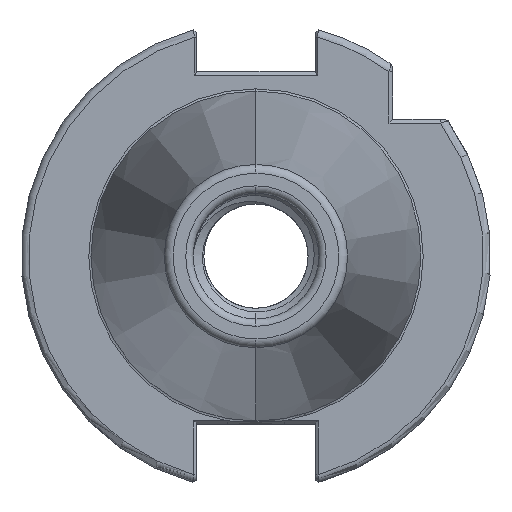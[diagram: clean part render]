
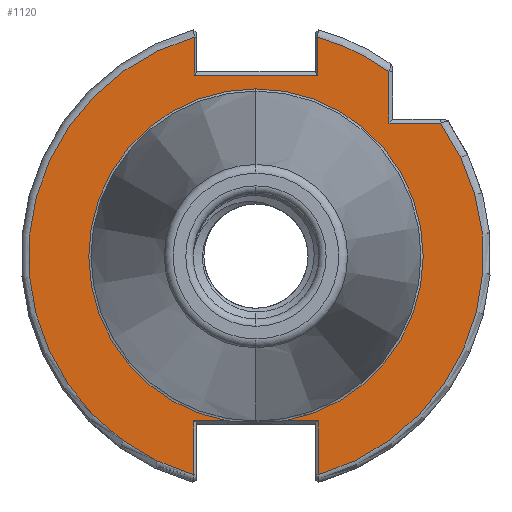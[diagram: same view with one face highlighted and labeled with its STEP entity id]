
A CAD part, left-side view. The second image highlights one B-rep face of the part: STEP entity #1120.
In plain terms, the highlighted planar face has unit normal (-1, 0, 0).
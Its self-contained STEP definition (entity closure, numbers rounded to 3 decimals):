
#166 = DIRECTION ( 'NONE',  ( -1., 0., 0. ) ) ;
#178 = DIRECTION ( 'NONE',  ( 0., 0., -1. ) ) ;
#208 = CARTESIAN_POINT ( 'NONE',  ( 0., 0., 0. ) ) ;
#281 = DIRECTION ( 'NONE',  ( 0., 0., 1. ) ) ;
#294 = CARTESIAN_POINT ( 'NONE',  ( 0., 8.451, 0. ) ) ;
#309 = DIRECTION ( 'NONE',  ( 0., 1., 0. ) ) ;
#313 = CARTESIAN_POINT ( 'NONE',  ( 0., -18.5, 18. ) ) ;
#326 = DIRECTION ( 'NONE',  ( 0., 0., 1. ) ) ;
#330 = CARTESIAN_POINT ( 'NONE',  ( 0., 8.335, 29.704 ) ) ;
#1120 = ADVANCED_FACE ( 'NONE', ( #21674 ), #3989, .F. ) ;
#1941 = AXIS2_PLACEMENT_3D ( 'NONE', #18351, #18352, #18353 ) ;
#1948 = AXIS2_PLACEMENT_3D ( 'NONE', #19435, #19445, #19458 ) ;
#3989 = PLANE ( 'NONE',  #7155 ) ;
#4003 = CARTESIAN_POINT ( 'NONE',  ( 0., 22.692, 0. ) ) ;
#4006 = DIRECTION ( 'NONE',  ( 0., 0., -1. ) ) ;
#4020 = DIRECTION ( 'NONE',  ( 1., 0., 0. ) ) ;
#5636 = DIRECTION ( 'NONE',  ( 0., 0., -1. ) ) ;
#5641 = DIRECTION ( 'NONE',  ( 1., 0., 0. ) ) ;
#5659 = CARTESIAN_POINT ( 'NONE',  ( 0., 0., 0. ) ) ;
#6215 = LINE ( 'NONE', #18394, #6250 ) ;
#6250 = VECTOR ( 'NONE', #18427, 1000. ) ;
#6257 = CIRCLE ( 'NONE', #1941, 30.775 ) ;
#6703 = LINE ( 'NONE', #19451, #6713 ) ;
#6713 = VECTOR ( 'NONE', #19431, 1000. ) ;
#6726 = LINE ( 'NONE', #18320, #6817 ) ;
#6771 = CIRCLE ( 'NONE', #1948, 22.627 ) ;
#6817 = VECTOR ( 'NONE', #18284, 1000. ) ;
#7155 = AXIS2_PLACEMENT_3D ( 'NONE', #4003, #4020, #4006 ) ;
#7397 = EDGE_CURVE ( 'NONE', #21750, #10299, #6771, .T. ) ;
#7419 = EDGE_CURVE ( 'NONE', #21765, #21750, #6703, .T. ) ;
#7421 = EDGE_CURVE ( 'NONE', #10443, #21868, #6726, .T. ) ;
#7441 = EDGE_CURVE ( 'NONE', #21868, #10426, #6257, .T. ) ;
#7456 = EDGE_CURVE ( 'NONE', #10305, #10443, #6215, .T. ) ;
#10006 = CARTESIAN_POINT ( 'NONE',  ( 0., 8.451, -29.592 ) ) ;
#10008 = CARTESIAN_POINT ( 'NONE',  ( 0., 3.833, -22.3 ) ) ;
#10035 = CARTESIAN_POINT ( 'NONE',  ( 0., 8.335, 24.5 ) ) ;
#10046 = CARTESIAN_POINT ( 'NONE',  ( 0., 8.451, -22.3 ) ) ;
#10071 = CARTESIAN_POINT ( 'NONE',  ( 0., 8.335, 29.625 ) ) ;
#10088 = CARTESIAN_POINT ( 'NONE',  ( 0., -8.335, 29.625 ) ) ;
#10118 = CARTESIAN_POINT ( 'NONE',  ( 0., -8.335, 24.5 ) ) ;
#10152 = CARTESIAN_POINT ( 'NONE',  ( 0., -18., 24.962 ) ) ;
#10158 = CARTESIAN_POINT ( 'NONE',  ( 0., -8.451, -29.592 ) ) ;
#10299 = VERTEX_POINT ( 'NONE', #18519 ) ;
#10305 = VERTEX_POINT ( 'NONE', #18565 ) ;
#10426 = VERTEX_POINT ( 'NONE', #18595 ) ;
#10443 = VERTEX_POINT ( 'NONE', #18651 ) ;
#10458 = VERTEX_POINT ( 'NONE', #18646 ) ;
#12886 = EDGE_LOOP ( 'NONE', ( #18040, #18064, #18041, #18065, #18061, #18107, #18071, #18063, #18082, #18074, #18072, #18078, #18073, #18094 ) ) ;
#13329 = EDGE_CURVE ( 'NONE', #10299, #10305, #17928, .T. ) ;
#13528 = LINE ( 'NONE', #294, #13534 ) ;
#13534 = VECTOR ( 'NONE', #281, 1000. ) ;
#13544 = LINE ( 'NONE', #22439, #13545 ) ;
#13545 = VECTOR ( 'NONE', #22427, 1000. ) ;
#13546 = LINE ( 'NONE', #330, #13560 ) ;
#13549 = CIRCLE ( 'NONE', #17374, 30.775 ) ;
#13556 = LINE ( 'NONE', #313, #13561 ) ;
#13560 = VECTOR ( 'NONE', #326, 1000. ) ;
#13561 = VECTOR ( 'NONE', #309, 1000. ) ;
#13566 = CIRCLE ( 'NONE', #17355, 30.775 ) ;
#13574 = VECTOR ( 'NONE', #22549, 1000. ) ;
#13587 = LINE ( 'NONE', #22492, #13588 ) ;
#13588 = VECTOR ( 'NONE', #22529, 1000. ) ;
#13592 = LINE ( 'NONE', #22550, #13574 ) ;
#15920 = EDGE_CURVE ( 'NONE', #21784, #21781, #13566, .T. ) ;
#15937 = EDGE_CURVE ( 'NONE', #21781, #21765, #13528, .T. ) ;
#15938 = EDGE_CURVE ( 'NONE', #10426, #10458, #13556, .T. ) ;
#15939 = EDGE_CURVE ( 'NONE', #21774, #21784, #13546, .T. ) ;
#15958 = EDGE_CURVE ( 'NONE', #10458, #21791, #13544, .T. ) ;
#15966 = EDGE_CURVE ( 'NONE', #21791, #21783, #13549, .T. ) ;
#15973 = EDGE_CURVE ( 'NONE', #21783, #21808, #13587, .T. ) ;
#15975 = EDGE_CURVE ( 'NONE', #21808, #21774, #13592, .T. ) ;
#17355 = AXIS2_PLACEMENT_3D ( 'NONE', #208, #166, #178 ) ;
#17374 = AXIS2_PLACEMENT_3D ( 'NONE', #22471, #22491, #22470 ) ;
#17389 = AXIS2_PLACEMENT_3D ( 'NONE', #5659, #5641, #5636 ) ;
#17928 = CIRCLE ( 'NONE', #17389, 22.627 ) ;
#18040 = ORIENTED_EDGE ( 'NONE', *, *, #15938, .T. ) ;
#18041 = ORIENTED_EDGE ( 'NONE', *, *, #15966, .T. ) ;
#18061 = ORIENTED_EDGE ( 'NONE', *, *, #15975, .T. ) ;
#18063 = ORIENTED_EDGE ( 'NONE', *, *, #15937, .T. ) ;
#18064 = ORIENTED_EDGE ( 'NONE', *, *, #15958, .T. ) ;
#18065 = ORIENTED_EDGE ( 'NONE', *, *, #15973, .T. ) ;
#18071 = ORIENTED_EDGE ( 'NONE', *, *, #15920, .T. ) ;
#18072 = ORIENTED_EDGE ( 'NONE', *, *, #13329, .T. ) ;
#18073 = ORIENTED_EDGE ( 'NONE', *, *, #7421, .T. ) ;
#18074 = ORIENTED_EDGE ( 'NONE', *, *, #7397, .T. ) ;
#18078 = ORIENTED_EDGE ( 'NONE', *, *, #7456, .T. ) ;
#18082 = ORIENTED_EDGE ( 'NONE', *, *, #7419, .T. ) ;
#18094 = ORIENTED_EDGE ( 'NONE', *, *, #7441, .T. ) ;
#18107 = ORIENTED_EDGE ( 'NONE', *, *, #15939, .T. ) ;
#18284 = DIRECTION ( 'NONE',  ( 0., 0., -1. ) ) ;
#18320 = CARTESIAN_POINT ( 'NONE',  ( 0., -8.451, 0. ) ) ;
#18351 = CARTESIAN_POINT ( 'NONE',  ( 0., 0., 0. ) ) ;
#18352 = DIRECTION ( 'NONE',  ( -1., 0., 0. ) ) ;
#18353 = DIRECTION ( 'NONE',  ( 0., 0., -1. ) ) ;
#18394 = CARTESIAN_POINT ( 'NONE',  ( 0., 22.692, -22.3 ) ) ;
#18427 = DIRECTION ( 'NONE',  ( 0., -1., 0. ) ) ;
#18519 = CARTESIAN_POINT ( 'NONE',  ( 0., 0., 22.627 ) ) ;
#18565 = CARTESIAN_POINT ( 'NONE',  ( 0., -3.833, -22.3 ) ) ;
#18595 = CARTESIAN_POINT ( 'NONE',  ( 0., -24.962, 18. ) ) ;
#18646 = CARTESIAN_POINT ( 'NONE',  ( 0., -18., 18. ) ) ;
#18651 = CARTESIAN_POINT ( 'NONE',  ( 0., -8.451, -22.3 ) ) ;
#19431 = DIRECTION ( 'NONE',  ( 0., -1., 0. ) ) ;
#19435 = CARTESIAN_POINT ( 'NONE',  ( 0., 0., 0. ) ) ;
#19445 = DIRECTION ( 'NONE',  ( 1., 0., 0. ) ) ;
#19451 = CARTESIAN_POINT ( 'NONE',  ( 0., 22.692, -22.3 ) ) ;
#19458 = DIRECTION ( 'NONE',  ( 0., 0., -1. ) ) ;
#21674 = FACE_OUTER_BOUND ( 'NONE', #12886, .T. ) ;
#21750 = VERTEX_POINT ( 'NONE', #10008 ) ;
#21765 = VERTEX_POINT ( 'NONE', #10046 ) ;
#21774 = VERTEX_POINT ( 'NONE', #10035 ) ;
#21781 = VERTEX_POINT ( 'NONE', #10006 ) ;
#21783 = VERTEX_POINT ( 'NONE', #10088 ) ;
#21784 = VERTEX_POINT ( 'NONE', #10071 ) ;
#21791 = VERTEX_POINT ( 'NONE', #10152 ) ;
#21808 = VERTEX_POINT ( 'NONE', #10118 ) ;
#21868 = VERTEX_POINT ( 'NONE', #10158 ) ;
#22427 = DIRECTION ( 'NONE',  ( 0., 0., 1. ) ) ;
#22439 = CARTESIAN_POINT ( 'NONE',  ( 0., -18., 24.594 ) ) ;
#22470 = DIRECTION ( 'NONE',  ( 0., 0., -1. ) ) ;
#22471 = CARTESIAN_POINT ( 'NONE',  ( 0., 0., 0. ) ) ;
#22491 = DIRECTION ( 'NONE',  ( -1., 0., 0. ) ) ;
#22492 = CARTESIAN_POINT ( 'NONE',  ( 0., -8.335, 25. ) ) ;
#22529 = DIRECTION ( 'NONE',  ( 0., 0., -1. ) ) ;
#22549 = DIRECTION ( 'NONE',  ( 0., 1., 0. ) ) ;
#22550 = CARTESIAN_POINT ( 'NONE',  ( 0., 8.05, 24.5 ) ) ;
